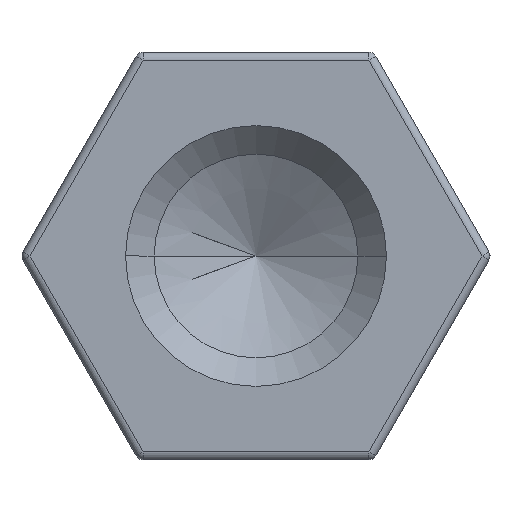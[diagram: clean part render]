
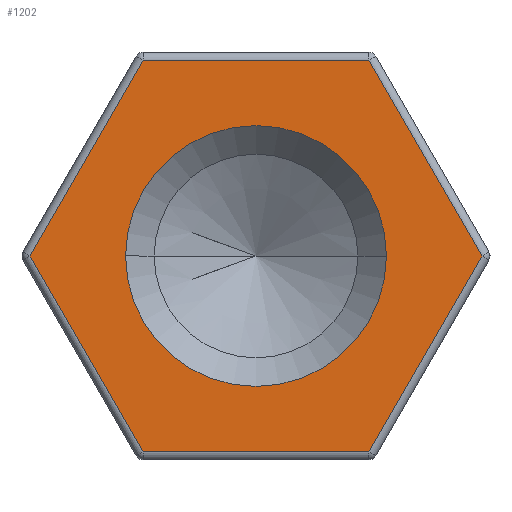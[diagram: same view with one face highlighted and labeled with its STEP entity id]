
A CAD part, left-side view. The second image highlights one B-rep face of the part: STEP entity #1202.
In plain terms, the highlighted planar face has unit normal (-1, 0, 0).
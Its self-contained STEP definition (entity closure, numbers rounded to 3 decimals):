
#50 = VERTEX_POINT ( 'NONE', #382 ) ;
#137 = VECTOR ( 'NONE', #1136, 1000. ) ;
#153 = PLANE ( 'NONE',  #686 ) ;
#176 = VERTEX_POINT ( 'NONE', #554 ) ;
#195 = CARTESIAN_POINT ( 'NONE',  ( 0., 0., -2.4 ) ) ;
#224 = AXIS2_PLACEMENT_3D ( 'NONE', #1320, #1321, #1322 ) ;
#225 = DIRECTION ( 'NONE',  ( 0., -0.5, 0.866 ) ) ;
#254 = CARTESIAN_POINT ( 'NONE',  ( 0., -2.078, -1.2 ) ) ;
#280 = CARTESIAN_POINT ( 'NONE',  ( 0., 2.078, -1.2 ) ) ;
#290 = EDGE_CURVE ( 'NONE', #604, #932, #839, .T. ) ;
#297 = LINE ( 'NONE', #280, #886 ) ;
#339 = DIRECTION ( 'NONE',  ( 0., 1., 0. ) ) ;
#353 = ORIENTED_EDGE ( 'NONE', *, *, #1062, .T. ) ;
#358 = LINE ( 'NONE', #822, #1021 ) ;
#360 = ORIENTED_EDGE ( 'NONE', *, *, #1333, .T. ) ;
#374 = ORIENTED_EDGE ( 'NONE', *, *, #458, .T. ) ;
#379 = ORIENTED_EDGE ( 'NONE', *, *, #1087, .T. ) ;
#382 = CARTESIAN_POINT ( 'NONE',  ( 0., 2.771, 0. ) ) ;
#384 = ORIENTED_EDGE ( 'NONE', *, *, #1312, .T. ) ;
#387 = ORIENTED_EDGE ( 'NONE', *, *, #290, .T. ) ;
#403 = ORIENTED_EDGE ( 'NONE', *, *, #500, .T. ) ;
#407 = ORIENTED_EDGE ( 'NONE', *, *, #573, .T. ) ;
#411 = VERTEX_POINT ( 'NONE', #1118 ) ;
#429 = CARTESIAN_POINT ( 'NONE',  ( 0., -1.6, 0. ) ) ;
#458 = EDGE_CURVE ( 'NONE', #411, #50, #676, .T. ) ;
#462 = CARTESIAN_POINT ( 'NONE',  ( 0., 0., 0. ) ) ;
#466 = AXIS2_PLACEMENT_3D ( 'NONE', #462, #899, #948 ) ;
#500 = EDGE_CURVE ( 'NONE', #176, #727, #1296, .T. ) ;
#547 = DIRECTION ( 'NONE',  ( 0., -1., 0. ) ) ;
#554 = CARTESIAN_POINT ( 'NONE',  ( 0., 1.6, 0. ) ) ;
#573 = EDGE_CURVE ( 'NONE', #727, #176, #1096, .T. ) ;
#592 = VECTOR ( 'NONE', #1334, 1000. ) ;
#604 = VERTEX_POINT ( 'NONE', #1325 ) ;
#615 = CARTESIAN_POINT ( 'NONE',  ( 0., -2.078, 1.2 ) ) ;
#676 = LINE ( 'NONE', #1154, #137 ) ;
#686 = AXIS2_PLACEMENT_3D ( 'NONE', #1082, #1084, #339 ) ;
#727 = VERTEX_POINT ( 'NONE', #429 ) ;
#750 = DIRECTION ( 'NONE',  ( 0., -0.5, -0.866 ) ) ;
#758 = VECTOR ( 'NONE', #547, 1000. ) ;
#770 = EDGE_LOOP ( 'NONE', ( #353, #360, #374, #379, #384, #387 ) ) ;
#811 = EDGE_LOOP ( 'NONE', ( #403, #407 ) ) ;
#822 = CARTESIAN_POINT ( 'NONE',  ( 0., 0., 2.4 ) ) ;
#839 = LINE ( 'NONE', #254, #1106 ) ;
#841 = CARTESIAN_POINT ( 'NONE',  ( 0., -2.771, 0. ) ) ;
#886 = VECTOR ( 'NONE', #750, 1000. ) ;
#899 = DIRECTION ( 'NONE',  ( 1., 0., 0. ) ) ;
#930 = DIRECTION ( 'NONE',  ( 0., 1., 0. ) ) ;
#932 = VERTEX_POINT ( 'NONE', #841 ) ;
#948 = DIRECTION ( 'NONE',  ( 0., 1., 0. ) ) ;
#950 = VERTEX_POINT ( 'NONE', #1326 ) ;
#962 = CARTESIAN_POINT ( 'NONE',  ( 0., -1.386, 2.4 ) ) ;
#970 = FACE_OUTER_BOUND ( 'NONE', #770, .T. ) ;
#1017 = VERTEX_POINT ( 'NONE', #962 ) ;
#1021 = VECTOR ( 'NONE', #930, 1000. ) ;
#1035 = FACE_BOUND ( 'NONE', #811, .T. ) ;
#1062 = EDGE_CURVE ( 'NONE', #932, #1017, #1138, .T. ) ;
#1082 = CARTESIAN_POINT ( 'NONE',  ( 0., 0., 0. ) ) ;
#1084 = DIRECTION ( 'NONE',  ( 1., 0., 0. ) ) ;
#1087 = EDGE_CURVE ( 'NONE', #50, #950, #297, .T. ) ;
#1096 = CIRCLE ( 'NONE', #466, 1.6 ) ;
#1106 = VECTOR ( 'NONE', #225, 1000. ) ;
#1118 = CARTESIAN_POINT ( 'NONE',  ( 0., 1.386, 2.4 ) ) ;
#1136 = DIRECTION ( 'NONE',  ( 0., 0.5, -0.866 ) ) ;
#1138 = LINE ( 'NONE', #615, #592 ) ;
#1154 = CARTESIAN_POINT ( 'NONE',  ( 0., 2.078, 1.2 ) ) ;
#1202 = ADVANCED_FACE ( 'NONE', ( #970, #1035 ), #153, .F. ) ;
#1230 = LINE ( 'NONE', #195, #758 ) ;
#1296 = CIRCLE ( 'NONE', #224, 1.6 ) ;
#1312 = EDGE_CURVE ( 'NONE', #950, #604, #1230, .T. ) ;
#1320 = CARTESIAN_POINT ( 'NONE',  ( 0., 0., 0. ) ) ;
#1321 = DIRECTION ( 'NONE',  ( 1., 0., 0. ) ) ;
#1322 = DIRECTION ( 'NONE',  ( 0., 1., 0. ) ) ;
#1325 = CARTESIAN_POINT ( 'NONE',  ( 0., -1.386, -2.4 ) ) ;
#1326 = CARTESIAN_POINT ( 'NONE',  ( 0., 1.386, -2.4 ) ) ;
#1333 = EDGE_CURVE ( 'NONE', #1017, #411, #358, .T. ) ;
#1334 = DIRECTION ( 'NONE',  ( 0., 0.5, 0.866 ) ) ;
